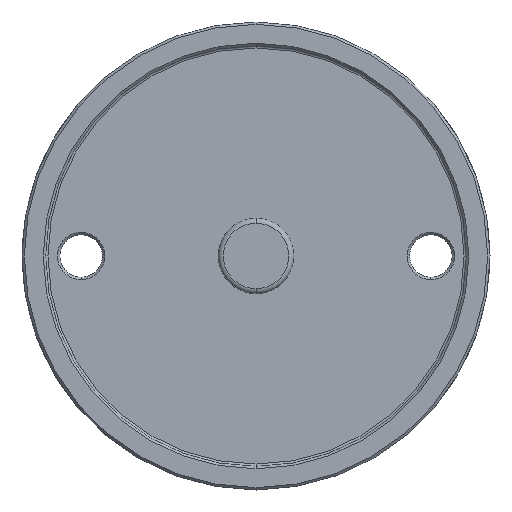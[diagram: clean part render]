
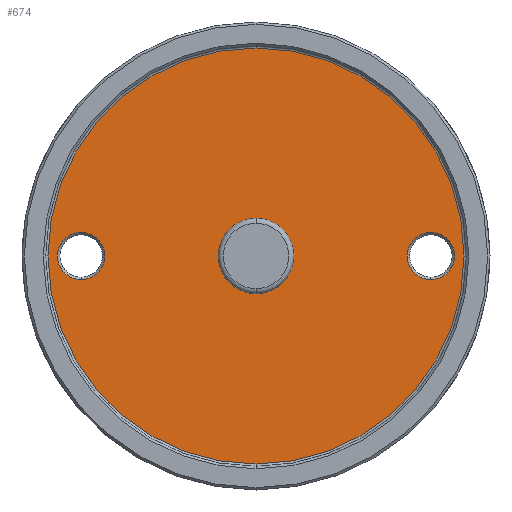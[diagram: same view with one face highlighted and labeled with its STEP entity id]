
A CAD part, front view. The second image highlights one B-rep face of the part: STEP entity #674.
In plain terms, the highlighted planar face has unit normal (0, -1, 0).
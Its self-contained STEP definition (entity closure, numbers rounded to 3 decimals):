
#94 = EDGE_LOOP ( 'NONE', ( #809, #1145 ) ) ;
#100 = CARTESIAN_POINT ( 'NONE',  ( 86.5, 5., 0. ) ) ;
#102 = DIRECTION ( 'NONE',  ( 0., 1., 0. ) ) ;
#124 = DIRECTION ( 'NONE',  ( 0., 0., -1. ) ) ;
#132 = FACE_BOUND ( 'NONE', #1421, .T. ) ;
#135 = FACE_OUTER_BOUND ( 'NONE', #880, .T. ) ;
#150 = CIRCLE ( 'NONE', #1252, 8. ) ;
#155 = FACE_BOUND ( 'NONE', #94, .T. ) ;
#192 = FACE_BOUND ( 'NONE', #664, .T. ) ;
#193 = CIRCLE ( 'NONE', #631, 44. ) ;
#220 = CARTESIAN_POINT ( 'NONE',  ( 12.5, 5., 0. ) ) ;
#234 = DIRECTION ( 'NONE',  ( 0., 0., -1. ) ) ;
#265 = CIRCLE ( 'NONE', #305, 5. ) ;
#294 = EDGE_CURVE ( 'NONE', #1197, #808, #441, .T. ) ;
#305 = AXIS2_PLACEMENT_3D ( 'NONE', #596, #1525, #726 ) ;
#330 = DIRECTION ( 'NONE',  ( 0., 0., -1. ) ) ;
#336 = CIRCLE ( 'NONE', #1108, 5. ) ;
#389 = CARTESIAN_POINT ( 'NONE',  ( 5., 5., 0. ) ) ;
#441 = CIRCLE ( 'NONE', #1228, 44. ) ;
#458 = EDGE_CURVE ( 'NONE', #1080, #1518, #336, .T. ) ;
#479 = AXIS2_PLACEMENT_3D ( 'NONE', #844, #102, #991 ) ;
#515 = CARTESIAN_POINT ( 'NONE',  ( 49.5, 5., 0. ) ) ;
#518 = CARTESIAN_POINT ( 'NONE',  ( 86.5, 5., 5. ) ) ;
#533 = EDGE_CURVE ( 'NONE', #1409, #886, #265, .T. ) ;
#561 = EDGE_CURVE ( 'NONE', #808, #1197, #193, .T. ) ;
#596 = CARTESIAN_POINT ( 'NONE',  ( 86.5, 5., 0. ) ) ;
#616 = CARTESIAN_POINT ( 'NONE',  ( 49.5, 5., 0. ) ) ;
#631 = AXIS2_PLACEMENT_3D ( 'NONE', #731, #1670, #864 ) ;
#639 = CARTESIAN_POINT ( 'NONE',  ( 86.5, 5., -5. ) ) ;
#644 = DIRECTION ( 'NONE',  ( 0., 0., -1. ) ) ;
#650 = EDGE_CURVE ( 'NONE', #1027, #1024, #150, .T. ) ;
#664 = EDGE_LOOP ( 'NONE', ( #1285, #1384 ) ) ;
#674 = ADVANCED_FACE ( 'NONE', ( #155, #132, #135, #192 ), #1286, .T. ) ;
#726 = DIRECTION ( 'NONE',  ( 0., 0., -1. ) ) ;
#731 = CARTESIAN_POINT ( 'NONE',  ( 49.5, 5., 0. ) ) ;
#747 = DIRECTION ( 'NONE',  ( 0., 0., -1. ) ) ;
#756 = DIRECTION ( 'NONE',  ( 0., 0., -1. ) ) ;
#784 = CIRCLE ( 'NONE', #948, 5. ) ;
#787 = CARTESIAN_POINT ( 'NONE',  ( 12.5, 5., -5. ) ) ;
#808 = VERTEX_POINT ( 'NONE', #1046 ) ;
#809 = ORIENTED_EDGE ( 'NONE', *, *, #1092, .T. ) ;
#826 = AXIS2_PLACEMENT_3D ( 'NONE', #1667, #862, #124 ) ;
#829 = CARTESIAN_POINT ( 'NONE',  ( 49.5, 5., -8. ) ) ;
#844 = CARTESIAN_POINT ( 'NONE',  ( 12.5, 5., 0. ) ) ;
#862 = DIRECTION ( 'NONE',  ( 0., 1., 0. ) ) ;
#864 = DIRECTION ( 'NONE',  ( 0., 0., -1. ) ) ;
#880 = EDGE_LOOP ( 'NONE', ( #1164, #1274 ) ) ;
#886 = VERTEX_POINT ( 'NONE', #518 ) ;
#948 = AXIS2_PLACEMENT_3D ( 'NONE', #100, #989, #234 ) ;
#989 = DIRECTION ( 'NONE',  ( 0., 1., 0. ) ) ;
#991 = DIRECTION ( 'NONE',  ( 0., 0., -1. ) ) ;
#1024 = VERTEX_POINT ( 'NONE', #1355 ) ;
#1027 = VERTEX_POINT ( 'NONE', #829 ) ;
#1046 = CARTESIAN_POINT ( 'NONE',  ( 49.5, 5., -44. ) ) ;
#1080 = VERTEX_POINT ( 'NONE', #1374 ) ;
#1092 = EDGE_CURVE ( 'NONE', #1518, #1080, #1515, .T. ) ;
#1099 = DIRECTION ( 'NONE',  ( 0., 1., 0. ) ) ;
#1108 = AXIS2_PLACEMENT_3D ( 'NONE', #220, #1099, #330 ) ;
#1140 = ORIENTED_EDGE ( 'NONE', *, *, #533, .T. ) ;
#1145 = ORIENTED_EDGE ( 'NONE', *, *, #458, .T. ) ;
#1164 = ORIENTED_EDGE ( 'NONE', *, *, #561, .T. ) ;
#1181 = EDGE_CURVE ( 'NONE', #1024, #1027, #1468, .T. ) ;
#1197 = VERTEX_POINT ( 'NONE', #1256 ) ;
#1228 = AXIS2_PLACEMENT_3D ( 'NONE', #515, #1433, #644 ) ;
#1252 = AXIS2_PLACEMENT_3D ( 'NONE', #616, #1547, #747 ) ;
#1256 = CARTESIAN_POINT ( 'NONE',  ( 49.5, 5., 44. ) ) ;
#1260 = ORIENTED_EDGE ( 'NONE', *, *, #1666, .T. ) ;
#1274 = ORIENTED_EDGE ( 'NONE', *, *, #294, .T. ) ;
#1285 = ORIENTED_EDGE ( 'NONE', *, *, #650, .T. ) ;
#1286 = PLANE ( 'NONE',  #1613 ) ;
#1355 = CARTESIAN_POINT ( 'NONE',  ( 49.5, 5., 8. ) ) ;
#1374 = CARTESIAN_POINT ( 'NONE',  ( 12.5, 5., 5. ) ) ;
#1384 = ORIENTED_EDGE ( 'NONE', *, *, #1181, .T. ) ;
#1409 = VERTEX_POINT ( 'NONE', #639 ) ;
#1421 = EDGE_LOOP ( 'NONE', ( #1140, #1260 ) ) ;
#1433 = DIRECTION ( 'NONE',  ( 0., -1., 0. ) ) ;
#1468 = CIRCLE ( 'NONE', #826, 8. ) ;
#1515 = CIRCLE ( 'NONE', #479, 5. ) ;
#1518 = VERTEX_POINT ( 'NONE', #787 ) ;
#1525 = DIRECTION ( 'NONE',  ( 0., 1., 0. ) ) ;
#1547 = DIRECTION ( 'NONE',  ( 0., 1., 0. ) ) ;
#1561 = DIRECTION ( 'NONE',  ( 0., -1., 0. ) ) ;
#1613 = AXIS2_PLACEMENT_3D ( 'NONE', #389, #1561, #756 ) ;
#1666 = EDGE_CURVE ( 'NONE', #886, #1409, #784, .T. ) ;
#1667 = CARTESIAN_POINT ( 'NONE',  ( 49.5, 5., 0. ) ) ;
#1670 = DIRECTION ( 'NONE',  ( 0., -1., 0. ) ) ;
